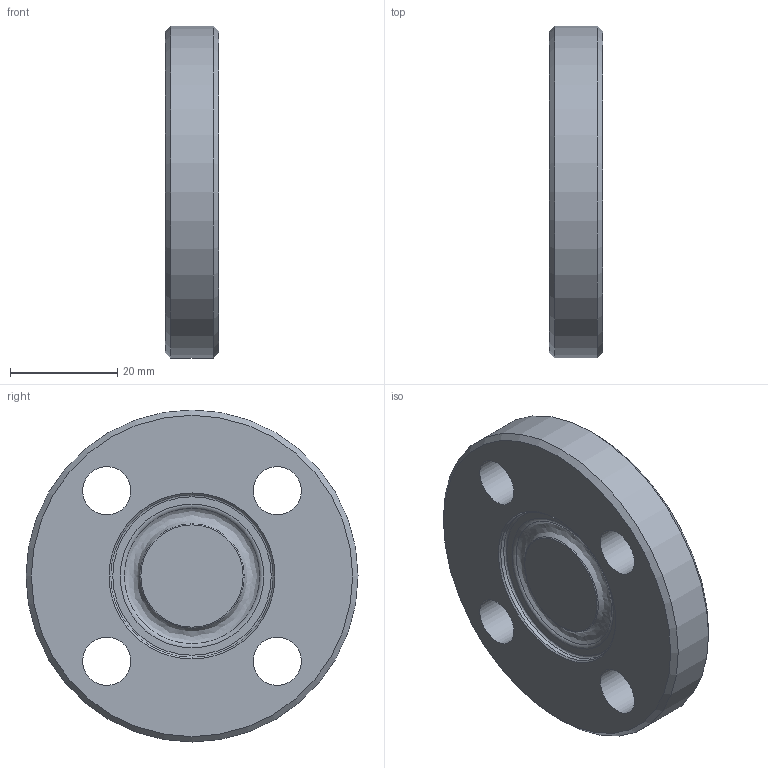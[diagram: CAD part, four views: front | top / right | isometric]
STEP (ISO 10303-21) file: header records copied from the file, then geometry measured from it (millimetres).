
FILE_DESCRIPTION((''),'2;1');
FILE_NAME('10181015X000.stp','2010-09-03T10:25:03',('thilbrands'),(''),'Autodesk Inventor 2008','Autodesk Inventor 2008','');
FILE_SCHEMA(('AUTOMOTIVE_DESIGN { 1 0 10303 214 1 1 1 1 }'));
Length unit declared in the file: millimetre
Products named in the file (1): 10181008X000
Bounding box: 10 x 62 x 62 mm (x, y, z)
Volume: 26366.7 mm3; surface area: 8549.2 mm2
Topology: 1 solids, 1 shells, 17 faces, 37 edges, 24 vertices
Faces by surface type: bspline 6, plane 4, cone 3, torus 2, cylinder 2
Full cylindrical faces by diameter (mm): 30.4 x1, 62 x1
Entity records: 548 total; most frequent: CARTESIAN_POINT 214, DIRECTION 64, ORIENTED_EDGE 40, EDGE_LOOP 40, AXIS2_PLACEMENT_3D 32, FACE_BOUND 23, VERTEX_POINT 20, CIRCLE 20
